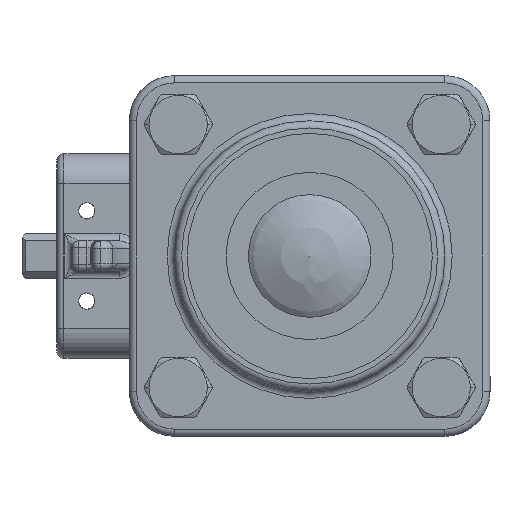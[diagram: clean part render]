
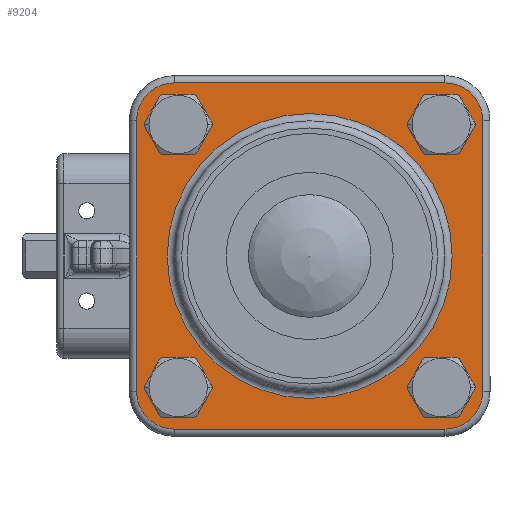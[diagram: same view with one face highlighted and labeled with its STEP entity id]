
A CAD part, left-side view. The second image highlights one B-rep face of the part: STEP entity #9204.
In plain terms, the highlighted face is planar.
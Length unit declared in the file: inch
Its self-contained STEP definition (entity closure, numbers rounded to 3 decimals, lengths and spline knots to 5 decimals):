
#912=FACE_BOUND('',#1806,.T.);
#913=FACE_BOUND('',#1807,.T.);
#914=FACE_BOUND('',#1808,.T.);
#915=FACE_BOUND('',#1809,.T.);
#916=FACE_BOUND('',#1810,.T.);
#1186=FACE_OUTER_BOUND('',#1805,.T.);
#1805=EDGE_LOOP('',(#7302,#7303,#7304,#7305,#7306,#7307,#7308,#7309));
#1806=EDGE_LOOP('',(#7310,#7311));
#1807=EDGE_LOOP('',(#7312,#7313));
#1808=EDGE_LOOP('',(#7314,#7315));
#1809=EDGE_LOOP('',(#7316,#7317));
#1810=EDGE_LOOP('',(#7318));
#2346=LINE('',#17280,#2859);
#2347=LINE('',#17284,#2860);
#2348=LINE('',#17288,#2861);
#2349=LINE('',#17292,#2862);
#2859=VECTOR('',#12385,0.3937);
#2860=VECTOR('',#12388,0.3937);
#2861=VECTOR('',#12391,0.3937);
#2862=VECTOR('',#12394,0.3937);
#3497=CIRCLE('',#10378,1.185);
#3498=CIRCLE('',#10380,0.315);
#3499=CIRCLE('',#10381,0.315);
#3500=CIRCLE('',#10382,0.315);
#3501=CIRCLE('',#10383,0.315);
#3502=CIRCLE('',#10384,0.175);
#3503=CIRCLE('',#10385,0.175);
#3504=CIRCLE('',#10386,0.175);
#3505=CIRCLE('',#10387,0.175);
#3506=CIRCLE('',#10388,0.175);
#3507=CIRCLE('',#10389,0.175);
#3508=CIRCLE('',#10390,0.175);
#3509=CIRCLE('',#10391,0.175);
#4200=VERTEX_POINT('',#17274);
#4201=VERTEX_POINT('',#17278);
#4202=VERTEX_POINT('',#17279);
#4203=VERTEX_POINT('',#17281);
#4204=VERTEX_POINT('',#17283);
#4205=VERTEX_POINT('',#17285);
#4206=VERTEX_POINT('',#17287);
#4207=VERTEX_POINT('',#17289);
#4208=VERTEX_POINT('',#17291);
#4209=VERTEX_POINT('',#17294);
#4210=VERTEX_POINT('',#17295);
#4211=VERTEX_POINT('',#17298);
#4212=VERTEX_POINT('',#17299);
#4213=VERTEX_POINT('',#17302);
#4214=VERTEX_POINT('',#17303);
#4215=VERTEX_POINT('',#17306);
#4216=VERTEX_POINT('',#17307);
#5289=EDGE_CURVE('',#4200,#4200,#3497,.T.);
#5290=EDGE_CURVE('',#4201,#4202,#2346,.T.);
#5291=EDGE_CURVE('',#4203,#4201,#3498,.T.);
#5292=EDGE_CURVE('',#4204,#4203,#2347,.T.);
#5293=EDGE_CURVE('',#4205,#4204,#3499,.T.);
#5294=EDGE_CURVE('',#4206,#4205,#2348,.T.);
#5295=EDGE_CURVE('',#4207,#4206,#3500,.T.);
#5296=EDGE_CURVE('',#4208,#4207,#2349,.T.);
#5297=EDGE_CURVE('',#4202,#4208,#3501,.T.);
#5298=EDGE_CURVE('',#4209,#4210,#3502,.T.);
#5299=EDGE_CURVE('',#4210,#4209,#3503,.T.);
#5300=EDGE_CURVE('',#4211,#4212,#3504,.T.);
#5301=EDGE_CURVE('',#4212,#4211,#3505,.T.);
#5302=EDGE_CURVE('',#4213,#4214,#3506,.T.);
#5303=EDGE_CURVE('',#4214,#4213,#3507,.T.);
#5304=EDGE_CURVE('',#4215,#4216,#3508,.T.);
#5305=EDGE_CURVE('',#4216,#4215,#3509,.T.);
#7302=ORIENTED_EDGE('',*,*,#5290,.F.);
#7303=ORIENTED_EDGE('',*,*,#5291,.F.);
#7304=ORIENTED_EDGE('',*,*,#5292,.F.);
#7305=ORIENTED_EDGE('',*,*,#5293,.F.);
#7306=ORIENTED_EDGE('',*,*,#5294,.F.);
#7307=ORIENTED_EDGE('',*,*,#5295,.F.);
#7308=ORIENTED_EDGE('',*,*,#5296,.F.);
#7309=ORIENTED_EDGE('',*,*,#5297,.F.);
#7310=ORIENTED_EDGE('',*,*,#5298,.T.);
#7311=ORIENTED_EDGE('',*,*,#5299,.T.);
#7312=ORIENTED_EDGE('',*,*,#5300,.T.);
#7313=ORIENTED_EDGE('',*,*,#5301,.T.);
#7314=ORIENTED_EDGE('',*,*,#5302,.T.);
#7315=ORIENTED_EDGE('',*,*,#5303,.T.);
#7316=ORIENTED_EDGE('',*,*,#5304,.T.);
#7317=ORIENTED_EDGE('',*,*,#5305,.T.);
#7318=ORIENTED_EDGE('',*,*,#5289,.F.);
#8880=PLANE('',#10379);
#9204=ADVANCED_FACE('',(#1186,#912,#913,#914,#915,#916),#8880,.T.);
#10378=AXIS2_PLACEMENT_3D('',#17276,#12381,#12382);
#10379=AXIS2_PLACEMENT_3D('',#17277,#12383,#12384);
#10380=AXIS2_PLACEMENT_3D('',#17282,#12386,#12387);
#10381=AXIS2_PLACEMENT_3D('',#17286,#12389,#12390);
#10382=AXIS2_PLACEMENT_3D('',#17290,#12392,#12393);
#10383=AXIS2_PLACEMENT_3D('',#17293,#12395,#12396);
#10384=AXIS2_PLACEMENT_3D('',#17296,#12397,#12398);
#10385=AXIS2_PLACEMENT_3D('',#17297,#12399,#12400);
#10386=AXIS2_PLACEMENT_3D('',#17300,#12401,#12402);
#10387=AXIS2_PLACEMENT_3D('',#17301,#12403,#12404);
#10388=AXIS2_PLACEMENT_3D('',#17304,#12405,#12406);
#10389=AXIS2_PLACEMENT_3D('',#17305,#12407,#12408);
#10390=AXIS2_PLACEMENT_3D('',#17308,#12409,#12410);
#10391=AXIS2_PLACEMENT_3D('',#17309,#12411,#12412);
#12381=DIRECTION('center_axis',(0.,0.,1.));
#12382=DIRECTION('ref_axis',(-1.,0.,0.));
#12383=DIRECTION('center_axis',(0.,0.,1.));
#12384=DIRECTION('ref_axis',(1.,0.,0.));
#12385=DIRECTION('',(1.,0.,0.));
#12386=DIRECTION('center_axis',(0.,0.,-1.));
#12387=DIRECTION('ref_axis',(-0.707,0.707,0.));
#12388=DIRECTION('',(0.,1.,0.));
#12389=DIRECTION('center_axis',(0.,0.,-1.));
#12390=DIRECTION('ref_axis',(-0.707,-0.707,0.));
#12391=DIRECTION('',(-1.,0.,0.));
#12392=DIRECTION('center_axis',(0.,0.,-1.));
#12393=DIRECTION('ref_axis',(0.707,-0.707,0.));
#12394=DIRECTION('',(0.,-1.,0.));
#12395=DIRECTION('center_axis',(0.,0.,-1.));
#12396=DIRECTION('ref_axis',(0.707,0.707,0.));
#12397=DIRECTION('center_axis',(0.,0.,-1.));
#12398=DIRECTION('ref_axis',(0.,-1.,0.));
#12399=DIRECTION('center_axis',(0.,0.,-1.));
#12400=DIRECTION('ref_axis',(0.,-1.,0.));
#12401=DIRECTION('center_axis',(0.,0.,-1.));
#12402=DIRECTION('ref_axis',(-1.,0.,0.));
#12403=DIRECTION('center_axis',(0.,0.,-1.));
#12404=DIRECTION('ref_axis',(-1.,0.,0.));
#12405=DIRECTION('center_axis',(0.,0.,-1.));
#12406=DIRECTION('ref_axis',(0.,1.,0.));
#12407=DIRECTION('center_axis',(0.,0.,-1.));
#12408=DIRECTION('ref_axis',(0.,1.,0.));
#12409=DIRECTION('center_axis',(0.,0.,-1.));
#12410=DIRECTION('ref_axis',(1.,0.,0.));
#12411=DIRECTION('center_axis',(0.,0.,-1.));
#12412=DIRECTION('ref_axis',(1.,0.,0.));
#17274=CARTESIAN_POINT('',(1.185,0.,0.59));
#17276=CARTESIAN_POINT('Origin',(0.,0.,0.59));
#17277=CARTESIAN_POINT('Origin',(0.,0.,
0.59));
#17278=CARTESIAN_POINT('',(-1.125,1.44,0.59));
#17279=CARTESIAN_POINT('',(1.125,1.44,0.59));
#17280=CARTESIAN_POINT('',(-0.75,1.44,0.59));
#17281=CARTESIAN_POINT('',(-1.44,1.125,0.59));
#17282=CARTESIAN_POINT('Origin',(-1.125,1.125,0.59));
#17283=CARTESIAN_POINT('',(-1.44,-1.125,0.59));
#17284=CARTESIAN_POINT('',(-1.44,-0.75,0.59));
#17285=CARTESIAN_POINT('',(-1.125,-1.44,0.59));
#17286=CARTESIAN_POINT('Origin',(-1.125,-1.125,0.59));
#17287=CARTESIAN_POINT('',(1.125,-1.44,0.59));
#17288=CARTESIAN_POINT('',(0.75,-1.44,0.59));
#17289=CARTESIAN_POINT('',(1.44,-1.125,0.59));
#17290=CARTESIAN_POINT('Origin',(1.125,-1.125,0.59));
#17291=CARTESIAN_POINT('',(1.44,1.125,0.59));
#17292=CARTESIAN_POINT('',(1.44,0.75,0.59));
#17293=CARTESIAN_POINT('Origin',(1.125,1.125,0.59));
#17294=CARTESIAN_POINT('',(1.094,0.919,0.59));
#17295=CARTESIAN_POINT('',(1.094,1.269,0.59));
#17296=CARTESIAN_POINT('Origin',(1.094,1.094,0.59));
#17297=CARTESIAN_POINT('Origin',(1.094,1.094,0.59));
#17298=CARTESIAN_POINT('',(0.919,-1.094,0.59));
#17299=CARTESIAN_POINT('',(1.269,-1.094,0.59));
#17300=CARTESIAN_POINT('Origin',(1.094,-1.094,0.59));
#17301=CARTESIAN_POINT('Origin',(1.094,-1.094,0.59));
#17302=CARTESIAN_POINT('',(-1.094,-0.919,0.59));
#17303=CARTESIAN_POINT('',(-1.094,-1.269,0.59));
#17304=CARTESIAN_POINT('Origin',(-1.094,-1.094,0.59));
#17305=CARTESIAN_POINT('Origin',(-1.094,-1.094,0.59));
#17306=CARTESIAN_POINT('',(-0.919,1.094,0.59));
#17307=CARTESIAN_POINT('',(-1.269,1.094,0.59));
#17308=CARTESIAN_POINT('Origin',(-1.094,1.094,0.59));
#17309=CARTESIAN_POINT('Origin',(-1.094,1.094,0.59));
